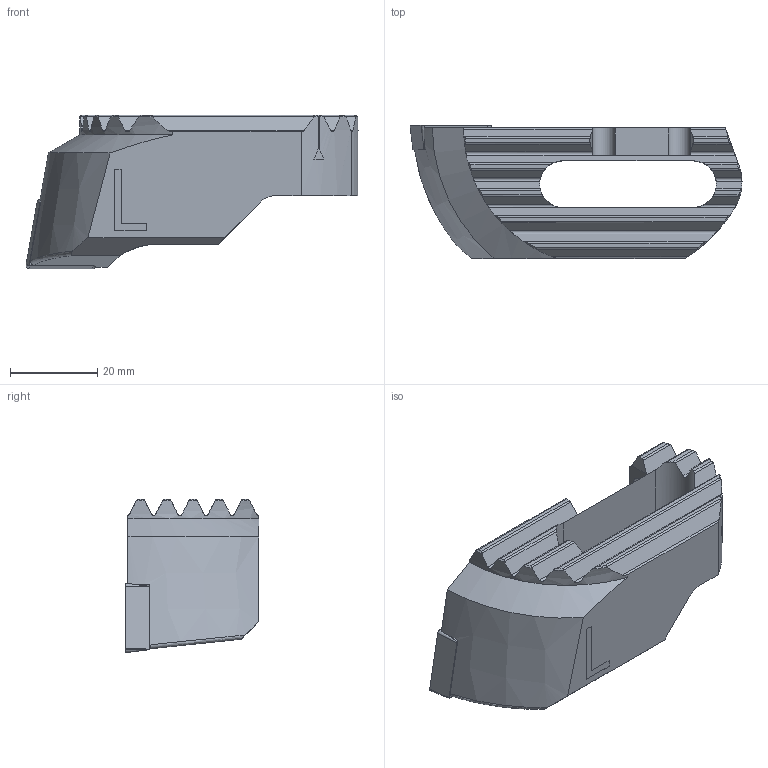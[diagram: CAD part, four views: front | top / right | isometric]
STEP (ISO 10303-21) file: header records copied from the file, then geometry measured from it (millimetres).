
FILE_DESCRIPTION(('no description'),'unknown implementation level');
FILE_NAME('7265D89D-F544-4628-8743-B0421C43CEB2_export.stp',' ',('CIMSOURCE GmbH'),('CADClick - KiM GmbH - www.kimweb.de'),'unknown preprocess','ACIS','unknown authorization');
FILE_SCHEMA(('automotive_design'));
Length unit declared in the file: millimetre
Products named in the file (3): 639.566 Kaiser 88-110 SW68 CC16 L|654.983 Kaiser CCMT 160508 K20C;Kombinieren1; 639.566 Kaiser 88-110 SW68 CC16 L|694.150 Kaiser ETL M5 X 13,3 T20 IP 10S;Kreismuster1; 639.566 Kaiser 88-110 SW68 CC16 L|639.566 Kaiser 88-110 SW68 CC16 L;Marke
Bounding box: 76 x 30.46 x 35.1 mm (x, y, z)
Volume: 34305.4 mm3; surface area: 11893.2 mm2
Topology: 3 solids, 3 shells, 207 faces, 563 edges, 364 vertices
Faces by surface type: plane 91, cylinder 74, cone 31, torus 10, bspline 1
Entity records: 14449 total; most frequent: CARTESIAN_POINT 2814, DIRECTION 1138, STYLED_ITEM 1135, PRESENTATION_STYLE_ASSIGNMENT 1135, COLOUR_RGB 1135, ORIENTED_EDGE 1122, EDGE_CURVE 561, CURVE_STYLE 561
